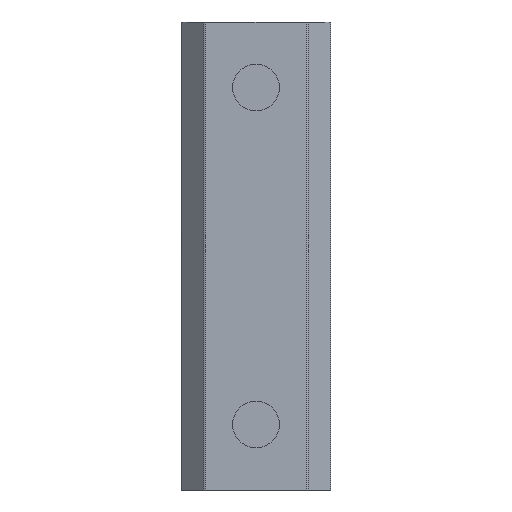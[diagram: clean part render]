
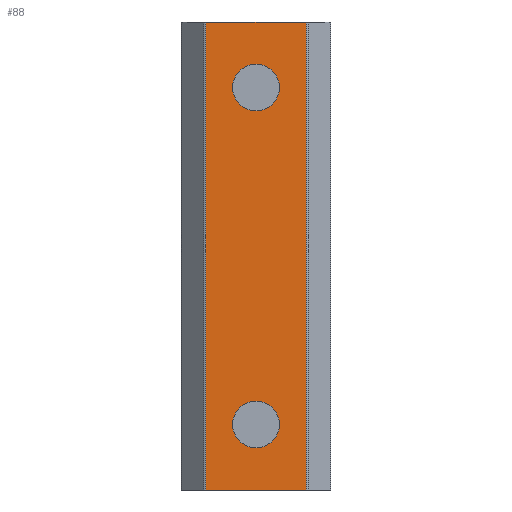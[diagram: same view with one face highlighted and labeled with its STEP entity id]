
A CAD part, front view. The second image highlights one B-rep face of the part: STEP entity #88.
In plain terms, the highlighted planar face has unit normal (0, -1, 0).
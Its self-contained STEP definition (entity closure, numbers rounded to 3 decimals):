
#37 = VECTOR ( 'NONE', #3928, 1000. ) ;
#88 = ADVANCED_FACE ( 'NONE', ( #4615, #4465, #707 ), #415, .F. ) ;
#113 = CIRCLE ( 'NONE', #117, 2.5 ) ;
#117 = AXIS2_PLACEMENT_3D ( 'NONE', #2985, #411, #3039 ) ;
#222 = VERTEX_POINT ( 'NONE', #1607 ) ;
#253 = CARTESIAN_POINT ( 'NONE',  ( 0., 0., 18. ) ) ;
#405 = CARTESIAN_POINT ( 'NONE',  ( 5.376, 0., -25. ) ) ;
#411 = DIRECTION ( 'NONE',  ( 0., -1., 0. ) ) ;
#415 = PLANE ( 'NONE',  #2266 ) ;
#496 = CARTESIAN_POINT ( 'NONE',  ( 0., 0., 20.5 ) ) ;
#548 = DIRECTION ( 'NONE',  ( -1., 0., 0. ) ) ;
#627 = EDGE_CURVE ( 'NONE', #5332, #2518, #4368, .T. ) ;
#667 = DIRECTION ( 'NONE',  ( 0., 0., 1. ) ) ;
#707 = FACE_BOUND ( 'NONE', #5472, .T. ) ;
#711 = CARTESIAN_POINT ( 'NONE',  ( -5.376, 0., 25. ) ) ;
#738 = EDGE_CURVE ( 'NONE', #3043, #2051, #113, .T. ) ;
#741 = VERTEX_POINT ( 'NONE', #1710 ) ;
#753 = VECTOR ( 'NONE', #4941, 1000. ) ;
#754 = EDGE_LOOP ( 'NONE', ( #4793, #4113 ) ) ;
#827 = EDGE_CURVE ( 'NONE', #2518, #2682, #972, .T. ) ;
#951 = CARTESIAN_POINT ( 'NONE',  ( 5.5, 0., 25. ) ) ;
#972 = LINE ( 'NONE', #3457, #37 ) ;
#1002 = DIRECTION ( 'NONE',  ( 0., 0., 1. ) ) ;
#1020 = DIRECTION ( 'NONE',  ( 0., 1., 0. ) ) ;
#1336 = ORIENTED_EDGE ( 'NONE', *, *, #827, .F. ) ;
#1391 = CARTESIAN_POINT ( 'NONE',  ( 5.376, 0., 25. ) ) ;
#1401 = DIRECTION ( 'NONE',  ( 0., -1., 0. ) ) ;
#1607 = CARTESIAN_POINT ( 'NONE',  ( 0., 0., -15.5 ) ) ;
#1631 = AXIS2_PLACEMENT_3D ( 'NONE', #4945, #2275, #1002 ) ;
#1710 = CARTESIAN_POINT ( 'NONE',  ( 0., 0., -20.5 ) ) ;
#1793 = DIRECTION ( 'NONE',  ( 0., 0., 1. ) ) ;
#1888 = EDGE_LOOP ( 'NONE', ( #5368, #1336, #4866, #4503 ) ) ;
#2051 = VERTEX_POINT ( 'NONE', #496 ) ;
#2241 = CARTESIAN_POINT ( 'NONE',  ( 0., 0., -18. ) ) ;
#2266 = AXIS2_PLACEMENT_3D ( 'NONE', #3501, #1020, #548 ) ;
#2275 = DIRECTION ( 'NONE',  ( 0., -1., 0. ) ) ;
#2329 = AXIS2_PLACEMENT_3D ( 'NONE', #2241, #1401, #1793 ) ;
#2518 = VERTEX_POINT ( 'NONE', #405 ) ;
#2682 = VERTEX_POINT ( 'NONE', #5331 ) ;
#2985 = CARTESIAN_POINT ( 'NONE',  ( 0., 0., 18. ) ) ;
#3039 = DIRECTION ( 'NONE',  ( 0., 0., 1. ) ) ;
#3043 = VERTEX_POINT ( 'NONE', #3123 ) ;
#3067 = LINE ( 'NONE', #711, #4573 ) ;
#3074 = EDGE_CURVE ( 'NONE', #5225, #5332, #3685, .T. ) ;
#3123 = CARTESIAN_POINT ( 'NONE',  ( 0., 0., 15.5 ) ) ;
#3250 = CARTESIAN_POINT ( 'NONE',  ( 5.376, 0., 25. ) ) ;
#3353 = DIRECTION ( 'NONE',  ( 0., 0., 1. ) ) ;
#3432 = EDGE_CURVE ( 'NONE', #741, #222, #4454, .T. ) ;
#3457 = CARTESIAN_POINT ( 'NONE',  ( 5.5, 0., -25. ) ) ;
#3501 = CARTESIAN_POINT ( 'NONE',  ( 5.5, 0., 25. ) ) ;
#3685 = LINE ( 'NONE', #951, #4244 ) ;
#3705 = EDGE_CURVE ( 'NONE', #222, #741, #4591, .T. ) ;
#3928 = DIRECTION ( 'NONE',  ( -1., 0., 0. ) ) ;
#4113 = ORIENTED_EDGE ( 'NONE', *, *, #738, .F. ) ;
#4244 = VECTOR ( 'NONE', #4481, 1000. ) ;
#4368 = LINE ( 'NONE', #1391, #753 ) ;
#4454 = CIRCLE ( 'NONE', #2329, 2.5 ) ;
#4465 = FACE_BOUND ( 'NONE', #754, .T. ) ;
#4481 = DIRECTION ( 'NONE',  ( 1., 0., 0. ) ) ;
#4503 = ORIENTED_EDGE ( 'NONE', *, *, #3074, .F. ) ;
#4514 = EDGE_CURVE ( 'NONE', #2682, #5225, #3067, .T. ) ;
#4573 = VECTOR ( 'NONE', #667, 1000. ) ;
#4591 = CIRCLE ( 'NONE', #1631, 2.5 ) ;
#4615 = FACE_OUTER_BOUND ( 'NONE', #1888, .T. ) ;
#4793 = ORIENTED_EDGE ( 'NONE', *, *, #5057, .F. ) ;
#4866 = ORIENTED_EDGE ( 'NONE', *, *, #627, .F. ) ;
#4940 = CARTESIAN_POINT ( 'NONE',  ( -5.376, 0., 25. ) ) ;
#4941 = DIRECTION ( 'NONE',  ( 0., 0., -1. ) ) ;
#4945 = CARTESIAN_POINT ( 'NONE',  ( 0., 0., -18. ) ) ;
#4956 = AXIS2_PLACEMENT_3D ( 'NONE', #253, #5588, #3353 ) ;
#5057 = EDGE_CURVE ( 'NONE', #2051, #3043, #5596, .T. ) ;
#5225 = VERTEX_POINT ( 'NONE', #4940 ) ;
#5331 = CARTESIAN_POINT ( 'NONE',  ( -5.376, 0., -25. ) ) ;
#5332 = VERTEX_POINT ( 'NONE', #3250 ) ;
#5361 = ORIENTED_EDGE ( 'NONE', *, *, #3432, .F. ) ;
#5368 = ORIENTED_EDGE ( 'NONE', *, *, #4514, .F. ) ;
#5472 = EDGE_LOOP ( 'NONE', ( #5632, #5361 ) ) ;
#5588 = DIRECTION ( 'NONE',  ( 0., -1., 0. ) ) ;
#5596 = CIRCLE ( 'NONE', #4956, 2.5 ) ;
#5632 = ORIENTED_EDGE ( 'NONE', *, *, #3705, .F. ) ;
